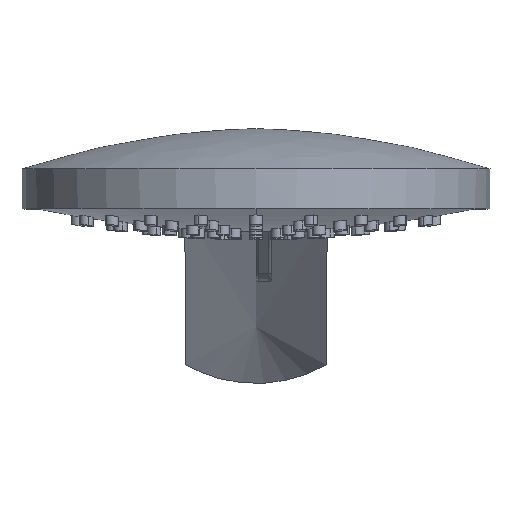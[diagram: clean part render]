
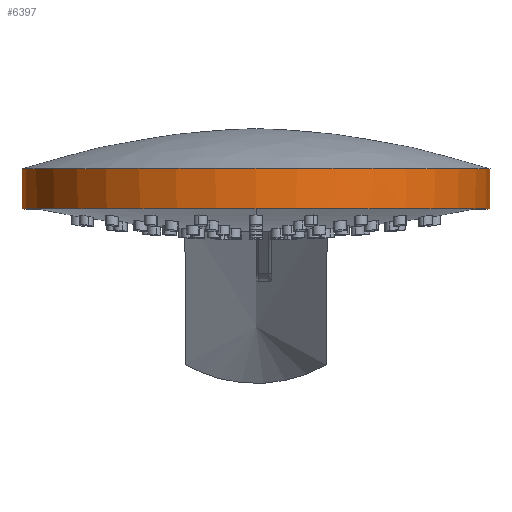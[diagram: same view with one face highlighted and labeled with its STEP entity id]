
A CAD part, top view. The second image highlights one B-rep face of the part: STEP entity #6397.
In plain terms, the highlighted cylindrical face has radius 52.5 mm (diameter 105 mm), a partial arc.
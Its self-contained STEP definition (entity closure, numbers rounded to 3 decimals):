
#17=DIRECTION('',(0.,-1.,0.));
#18=VECTOR('',#17,9.);
#19=CARTESIAN_POINT('',(19.155,9.,-48.881));
#20=LINE('',#19,#18);
#21=CARTESIAN_POINT('',(0.,0.,0.));
#22=DIRECTION('',(0.,-1.,0.));
#23=DIRECTION('',(0.365,0.,-0.931));
#24=AXIS2_PLACEMENT_3D('',#21,#22,#23);
#26=DIRECTION('',(0.,1.,0.));
#27=VECTOR('',#26,9.);
#28=CARTESIAN_POINT('',(-19.153,0.,-48.882));
#29=LINE('',#28,#27);
#44=CARTESIAN_POINT('',(0.,9.,0.));
#45=DIRECTION('',(0.,1.,0.));
#46=DIRECTION('',(-0.365,0.,-0.931));
#47=AXIS2_PLACEMENT_3D('',#44,#45,#46);
#87=CARTESIAN_POINT('',(0.,9.,0.));
#88=DIRECTION('',(0.,1.,0.));
#89=DIRECTION('',(1.,0.,0.));
#90=AXIS2_PLACEMENT_3D('',#87,#88,#89);
#5907=CARTESIAN_POINT('',(0.,9.,0.));
#5908=DIRECTION('',(0.,-1.,0.));
#5909=DIRECTION('',(1.,0.,0.));
#5910=AXIS2_PLACEMENT_3D('',#5907,#5908,#5909);
#5917=CARTESIAN_POINT('',(52.5,9.,0.));
#5919=VERTEX_POINT('',#5917);
#5921=CARTESIAN_POINT('',(-52.5,9.,0.));
#5922=VERTEX_POINT('',#5921);
#5933=CARTESIAN_POINT('',(19.155,9.,-48.881));
#5934=CARTESIAN_POINT('',(19.153,0.,-48.882));
#5935=VERTEX_POINT('',#5933);
#5936=VERTEX_POINT('',#5934);
#5939=CARTESIAN_POINT('',(-19.153,0.,-48.882));
#5940=CARTESIAN_POINT('',(-19.155,9.,-48.881));
#5941=VERTEX_POINT('',#5939);
#5942=VERTEX_POINT('',#5940);
#6378=CARTESIAN_POINT('',(0.,-0.9,0.));
#6379=DIRECTION('',(0.,1.,0.));
#6380=DIRECTION('',(1.,0.,0.));
#6381=AXIS2_PLACEMENT_3D('',#6378,#6379,#6380);
#6382=CYLINDRICAL_SURFACE('',#6381,52.5);
#6384=ORIENTED_EDGE('',*,*,#6383,.T.);
#6386=ORIENTED_EDGE('',*,*,#6385,.T.);
#6388=ORIENTED_EDGE('',*,*,#6387,.T.);
#6390=ORIENTED_EDGE('',*,*,#6389,.T.);
#6392=ORIENTED_EDGE('',*,*,#6391,.F.);
#6394=ORIENTED_EDGE('',*,*,#6393,.T.);
#6395=EDGE_LOOP('',(#6384,#6386,#6388,#6390,#6392,#6394));
#6396=FACE_OUTER_BOUND('',#6395,.F.);
#6397=ADVANCED_FACE('',(#6396),#6382,.T.);
#25=CIRCLE('',#24,52.5);
#48=CIRCLE('',#47,52.5);
#91=CIRCLE('',#90,52.5);
#5911=CIRCLE('',#5910,52.5);
#6383=EDGE_CURVE('',#5935,#5936,#20,.T.);
#6385=EDGE_CURVE('',#5936,#5941,#25,.T.);
#6387=EDGE_CURVE('',#5941,#5942,#29,.T.);
#6389=EDGE_CURVE('',#5942,#5922,#48,.T.);
#6391=EDGE_CURVE('',#5919,#5922,#5911,.T.);
#6393=EDGE_CURVE('',#5919,#5935,#91,.T.);
